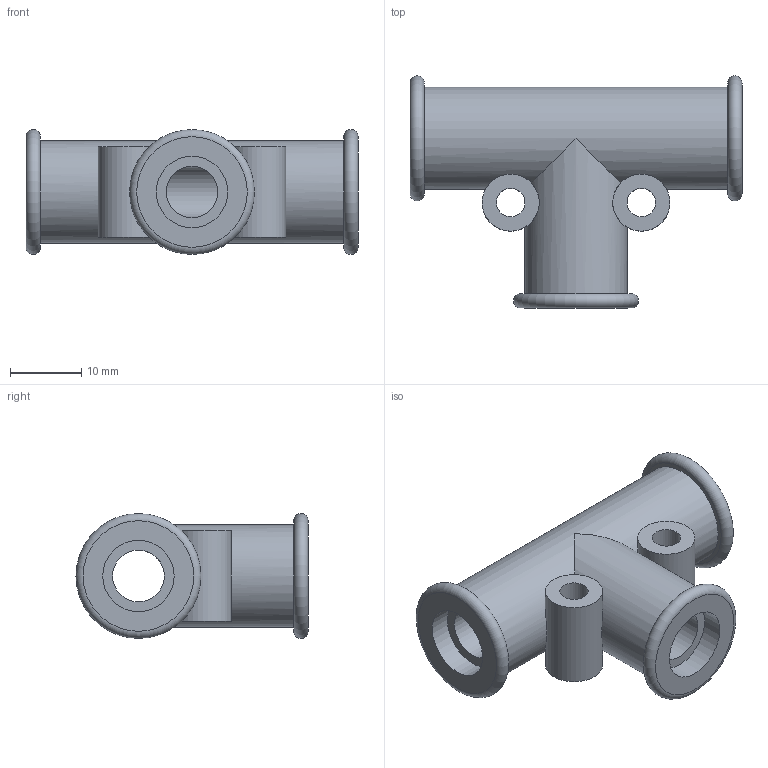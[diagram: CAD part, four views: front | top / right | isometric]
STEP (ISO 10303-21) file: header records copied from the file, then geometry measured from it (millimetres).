
FILE_DESCRIPTION( ( 'STEP AP203' ), '1' );
FILE_NAME( 'FLEXA RQT 5020.067.203.stp', '2020-03-27T12:39:39', ( 'License CC BY-ND 4.0' ), ( 'CADENAS' ), ' ', 'PARTsolutions', ' ' );
FILE_SCHEMA( ( 'CONFIG_CONTROL_DESIGN' ) );
Length unit declared in the file: millimetre
Products named in the file (1): _FLEXA RQT 5020.067.203
Bounding box: 46.5 x 32.5 x 17.5 mm (x, y, z)
Volume: 8319 mm3; surface area: 5706.5 mm2
Topology: 1 solids, 1 shells, 27 faces, 55 edges, 36 vertices
Faces by surface type: plane 13, cylinder 11, torus 3
Full cylindrical faces by diameter (mm): 4 x2, 7.25 x2, 8 x2, 10 x3, 14.3 x2
Entity records: 920 total; most frequent: CARTESIAN_POINT 335, DIRECTION 120, ORIENTED_EDGE 72, AXIS2_PLACEMENT_3D 60, EDGE_LOOP 58, FACE_OUTER_BOUND 41, VERTEX_POINT 37, EDGE_CURVE 36
